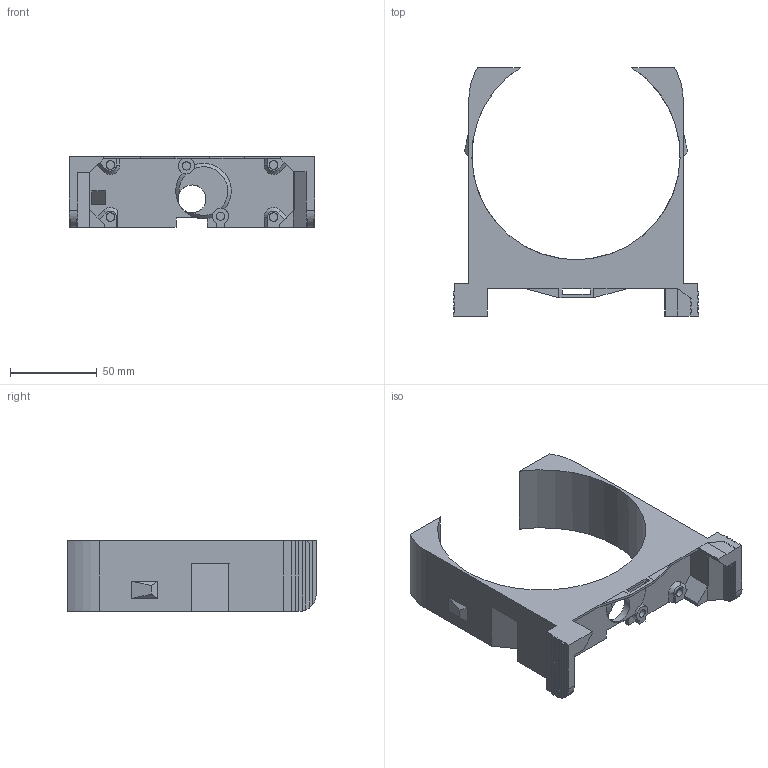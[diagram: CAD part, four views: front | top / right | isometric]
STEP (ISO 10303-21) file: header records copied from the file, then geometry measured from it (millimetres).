
FILE_DESCRIPTION(/* description */ (''),/* implementation_level */ '2;1');
FILE_NAME(/* name */ 'Housing Large.step',/* time_stamp */ '2024-04-27T11:18:12+02:00',/* author */ (''),/* organization */ (''),/* preprocessor_version */ 'ST-DEVELOPER v20',/* originating_system */ 'Autodesk Translation Framework v12.20.1.177',/* authorisation */ '');
FILE_SCHEMA (('AUTOMOTIVE_DESIGN { 1 0 10303 214 3 1 1 }'));
Length unit declared in the file: millimetre
Products named in the file (2): Housing Large; Component2
Assembly tree (1 placements, depth 2):
  Housing Large
    Component2
Bounding box: 141.4 x 143.12 x 40.9 mm (x, y, z)
Volume: 131610.2 mm3; surface area: 48897 mm2
Topology: 1 solids, 1 shells, 207 faces, 559 edges, 364 vertices
Faces by surface type: plane 172, cylinder 28, cone 7
Full cylindrical faces by diameter (mm): 3 x2, 4.75 x2, 5 x6, 16 x1
Entity records: 6633 total; most frequent: CARTESIAN_POINT 1303, ORIENTED_EDGE 1118, DIRECTION 1058, EDGE_CURVE 559, LINE 458, VECTOR 458, VERTEX_POINT 364, AXIS2_PLACEMENT_3D 300
